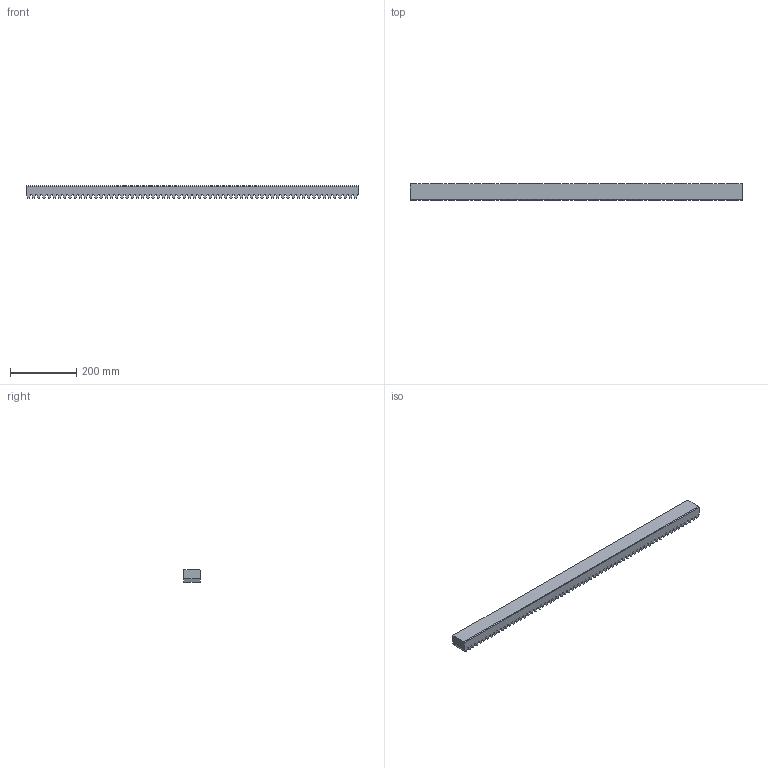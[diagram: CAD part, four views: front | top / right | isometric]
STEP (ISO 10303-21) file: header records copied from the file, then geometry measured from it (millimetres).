
FILE_DESCRIPTION(('STEP AP214'),'1');
FILE_NAME('144-050-310.stp','2017-10-09T11:46:27',('TraceParts'),('TraceParts S.A.'),'Spatial InterOp 3D',' ',' ');
FILE_SCHEMA(('automotive_design'));
Length unit declared in the file: millimetre
Products named in the file (1): 144-050-310
Bounding box: 1004.49 x 49 x 39 mm (x, y, z)
Volume: 1656990.9 mm3; surface area: 217100 mm2
Topology: 1 solids, 1 shells, 263 faces, 783 edges, 522 vertices
Faces by surface type: plane 263
Entity records: 10766 total; most frequent: CARTESIAN_POINT 1569, ORIENTED_EDGE 1566, DIRECTION 1311, EDGE_CURVE 783, LINE 783, VECTOR 783, VERTEX_POINT 522, STYLED_ITEM 264
